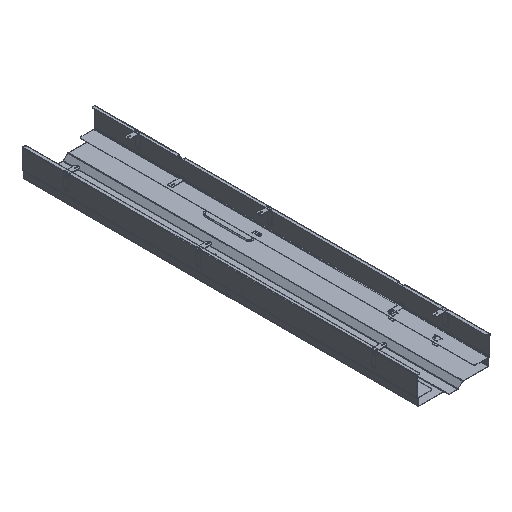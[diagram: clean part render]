
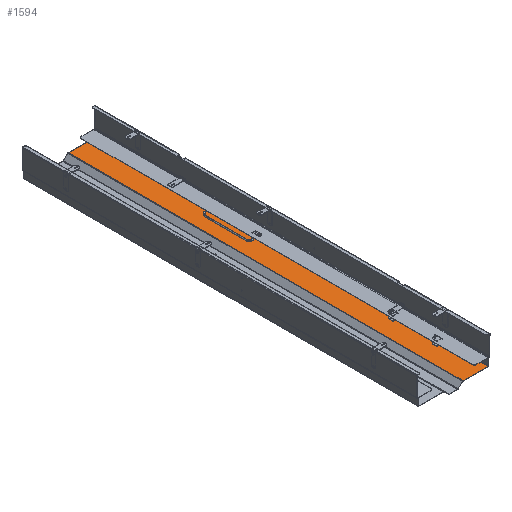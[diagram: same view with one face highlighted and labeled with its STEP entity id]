
A CAD part, isometric view. The second image highlights one B-rep face of the part: STEP entity #1594.
In plain terms, the highlighted planar face has unit normal (0, 0, 1).
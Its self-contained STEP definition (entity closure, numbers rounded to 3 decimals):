
#685 = DIRECTION ( 'NONE',  ( 1., 0., 0. ) ) ;
#1179 = VECTOR ( 'NONE', #42482, 1000. ) ;
#1594 = ADVANCED_FACE ( 'NONE', ( #4235 ), #49843, .F. ) ;
#1845 = EDGE_CURVE ( 'NONE', #40384, #20150, #40656, .T. ) ;
#2814 = CARTESIAN_POINT ( 'NONE',  ( 841., -112., -20.5 ) ) ;
#4235 = FACE_OUTER_BOUND ( 'NONE', #24555, .T. ) ;
#6862 = VECTOR ( 'NONE', #45610, 1000. ) ;
#6887 = DIRECTION ( 'NONE',  ( 1., 0., 0. ) ) ;
#7291 = VERTEX_POINT ( 'NONE', #21639 ) ;
#7592 = LINE ( 'NONE', #14197, #6862 ) ;
#8146 = CARTESIAN_POINT ( 'NONE',  ( 680.828, -112., -20.5 ) ) ;
#10294 = ORIENTED_EDGE ( 'NONE', *, *, #1845, .T. ) ;
#10304 = DIRECTION ( 'NONE',  ( 0., 1., 0. ) ) ;
#10902 = VERTEX_POINT ( 'NONE', #8146 ) ;
#11797 = CARTESIAN_POINT ( 'NONE',  ( 841., -2632., -20.5 ) ) ;
#14197 = CARTESIAN_POINT ( 'NONE',  ( 680.828, -2632., -20.5 ) ) ;
#16675 = EDGE_CURVE ( 'NONE', #10902, #20150, #25910, .T. ) ;
#18764 = CARTESIAN_POINT ( 'NONE',  ( 845., -112., -20.5 ) ) ;
#19919 = CARTESIAN_POINT ( 'NONE',  ( 845., -2632., -20.5 ) ) ;
#20150 = VERTEX_POINT ( 'NONE', #2814 ) ;
#20763 = EDGE_CURVE ( 'NONE', #7291, #40384, #23000, .T. ) ;
#21430 = CARTESIAN_POINT ( 'NONE',  ( 841., -2632., -20.5 ) ) ;
#21639 = CARTESIAN_POINT ( 'NONE',  ( 680.828, -2632., -20.5 ) ) ;
#23000 = LINE ( 'NONE', #38426, #1179 ) ;
#24555 = EDGE_LOOP ( 'NONE', ( #37334, #35641, #32127, #10294 ) ) ;
#25910 = LINE ( 'NONE', #18764, #30924 ) ;
#28829 = VECTOR ( 'NONE', #10304, 1000. ) ;
#30924 = VECTOR ( 'NONE', #6887, 1000. ) ;
#31486 = EDGE_CURVE ( 'NONE', #10902, #7291, #7592, .T. ) ;
#32127 = ORIENTED_EDGE ( 'NONE', *, *, #20763, .T. ) ;
#32840 = AXIS2_PLACEMENT_3D ( 'NONE', #19919, #42219, #685 ) ;
#35641 = ORIENTED_EDGE ( 'NONE', *, *, #31486, .T. ) ;
#37334 = ORIENTED_EDGE ( 'NONE', *, *, #16675, .F. ) ;
#38426 = CARTESIAN_POINT ( 'NONE',  ( 845., -2632., -20.5 ) ) ;
#40384 = VERTEX_POINT ( 'NONE', #11797 ) ;
#40656 = LINE ( 'NONE', #21430, #28829 ) ;
#42219 = DIRECTION ( 'NONE',  ( 0., 0., -1. ) ) ;
#42482 = DIRECTION ( 'NONE',  ( 1., 0., 0. ) ) ;
#45610 = DIRECTION ( 'NONE',  ( 0., -1., 0. ) ) ;
#49843 = PLANE ( 'NONE',  #32840 ) ;
